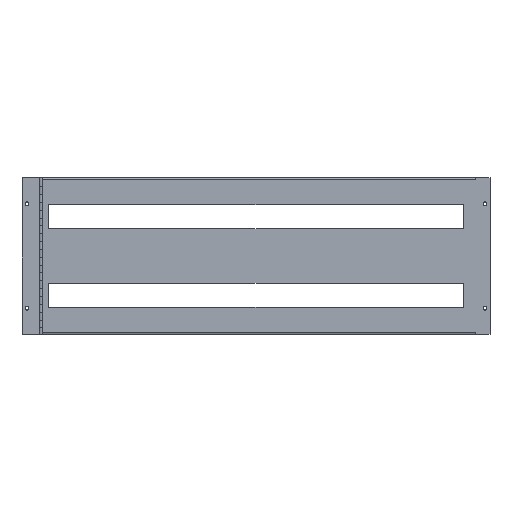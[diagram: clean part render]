
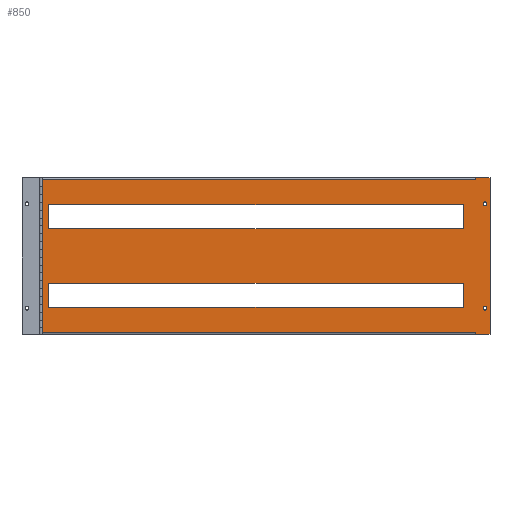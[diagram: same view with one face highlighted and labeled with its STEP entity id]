
A CAD part, top view. The second image highlights one B-rep face of the part: STEP entity #850.
In plain terms, the highlighted planar face has unit normal (0, 0, 1).
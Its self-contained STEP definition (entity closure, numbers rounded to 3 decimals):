
#647=FACE_BOUND('',#1328,.T.);
#648=FACE_BOUND('',#1329,.T.);
#649=FACE_BOUND('',#1330,.T.);
#650=FACE_BOUND('',#1331,.T.);
#651=FACE_BOUND('',#1332,.T.);
#668=B_SPLINE_CURVE_WITH_KNOTS('',1,(#5531,#5532),.UNSPECIFIED.,.F.,.F.,
(2,2),(0.,1.),.UNSPECIFIED.);
#722=CIRCLE('',#4109,3.5);
#724=CIRCLE('',#4112,3.5);
#850=ADVANCED_FACE('F2',(#647,#648,#649,#650,#651),#1023,.F.);
#1023=PLANE('',#4140);
#1328=EDGE_LOOP('',(#1625,#1626,#1627,#1628,#1629,#1630,#1631,#1632));
#1329=EDGE_LOOP('',(#1633));
#1330=EDGE_LOOP('',(#1634));
#1331=EDGE_LOOP('',(#1635,#1636,#1637,#1638));
#1332=EDGE_LOOP('',(#1639,#1640,#1641,#1642));
#1625=ORIENTED_EDGE('',*,*,#2905,.F.);
#1626=ORIENTED_EDGE('',*,*,#2903,.F.);
#1627=ORIENTED_EDGE('',*,*,#2877,.F.);
#1628=ORIENTED_EDGE('',*,*,#2859,.F.);
#1629=ORIENTED_EDGE('',*,*,#2856,.F.);
#1630=ORIENTED_EDGE('',*,*,#2853,.F.);
#1631=ORIENTED_EDGE('',*,*,#2850,.F.);
#1632=ORIENTED_EDGE('',*,*,#2906,.F.);
#1633=ORIENTED_EDGE('',*,*,#2846,.F.);
#1634=ORIENTED_EDGE('',*,*,#2843,.F.);
#1635=ORIENTED_EDGE('',*,*,#2832,.F.);
#1636=ORIENTED_EDGE('',*,*,#2835,.F.);
#1637=ORIENTED_EDGE('',*,*,#2838,.F.);
#1638=ORIENTED_EDGE('',*,*,#2840,.F.);
#1639=ORIENTED_EDGE('',*,*,#2820,.F.);
#1640=ORIENTED_EDGE('',*,*,#2823,.F.);
#1641=ORIENTED_EDGE('',*,*,#2826,.F.);
#1642=ORIENTED_EDGE('',*,*,#2828,.F.);
#2487=VERTEX_POINT('',#5352);
#2489=VERTEX_POINT('',#5356);
#2491=VERTEX_POINT('',#5362);
#2493=VERTEX_POINT('',#5368);
#2495=VERTEX_POINT('',#5376);
#2497=VERTEX_POINT('',#5380);
#2499=VERTEX_POINT('',#5386);
#2501=VERTEX_POINT('',#5392);
#2502=VERTEX_POINT('',#5399);
#2504=VERTEX_POINT('',#5405);
#2506=VERTEX_POINT('',#5411);
#2509=VERTEX_POINT('',#5416);
#2510=VERTEX_POINT('',#5420);
#2513=VERTEX_POINT('',#5427);
#2514=VERTEX_POINT('',#5432);
#2528=VERTEX_POINT('',#5472);
#2545=VERTEX_POINT('',#5528);
#2546=VERTEX_POINT('',#5533);
#2820=EDGE_CURVE('E4',#2489,#2487,#3318,.T.);
#2823=EDGE_CURVE('E3',#2491,#2489,#3321,.T.);
#2826=EDGE_CURVE('E2',#2493,#2491,#3324,.T.);
#2828=EDGE_CURVE('E1',#2487,#2493,#3326,.T.);
#2832=EDGE_CURVE('E8',#2497,#2495,#3330,.T.);
#2835=EDGE_CURVE('E7',#2499,#2497,#3333,.T.);
#2838=EDGE_CURVE('E6',#2501,#2499,#3336,.T.);
#2840=EDGE_CURVE('E5',#2495,#2501,#3338,.T.);
#2843=EDGE_CURVE('E9',#2502,#2502,#722,.T.);
#2846=EDGE_CURVE('E10',#2504,#2504,#724,.T.);
#2850=EDGE_CURVE('E12',#2509,#2506,#3344,.T.);
#2853=EDGE_CURVE('E13',#2506,#2510,#3347,.T.);
#2856=EDGE_CURVE('E14',#2510,#2513,#3350,.T.);
#2859=EDGE_CURVE('E15',#2513,#2514,#3352,.T.);
#2877=EDGE_CURVE('E16',#2514,#2528,#3369,.T.);
#2903=EDGE_CURVE('E17',#2528,#2545,#3388,.T.);
#2905=EDGE_CURVE('E18',#2545,#2546,#668,.T.);
#2906=EDGE_CURVE('E11',#2546,#2509,#3389,.T.);
#3318=LINE('',#5357,#3710);
#3321=LINE('',#5363,#3713);
#3324=LINE('',#5369,#3716);
#3326=LINE('',#5372,#3718);
#3330=LINE('',#5381,#3722);
#3333=LINE('',#5387,#3725);
#3336=LINE('',#5393,#3728);
#3338=LINE('',#5396,#3730);
#3344=LINE('',#5417,#3736);
#3347=LINE('',#5423,#3739);
#3350=LINE('',#5429,#3742);
#3352=LINE('',#5435,#3744);
#3369=LINE('',#5471,#3761);
#3388=LINE('',#5527,#3780);
#3389=LINE('',#5534,#3781);
#3710=VECTOR('',#4390,1.);
#3713=VECTOR('',#4395,1.);
#3716=VECTOR('',#4400,1.);
#3718=VECTOR('',#4404,1.);
#3722=VECTOR('',#4410,1.);
#3725=VECTOR('',#4415,1.);
#3728=VECTOR('',#4420,1.);
#3730=VECTOR('',#4424,1.);
#3736=VECTOR('',#4444,1.);
#3739=VECTOR('',#4449,1.);
#3742=VECTOR('',#4454,1.);
#3744=VECTOR('',#4460,1.);
#3761=VECTOR('',#4491,1.);
#3780=VECTOR('',#4536,1.);
#3781=VECTOR('',#4541,1.);
#4109=AXIS2_PLACEMENT_3D('',#5402,#4430,#4431);
#4112=AXIS2_PLACEMENT_3D('',#5408,#4437,#4438);
#4140=AXIS2_PLACEMENT_3D('',#5535,#4542,#4543);
#4390=DIRECTION('',(0.,1.,0.));
#4395=DIRECTION('',(1.,0.,0.));
#4400=DIRECTION('',(0.,-1.,0.));
#4404=DIRECTION('',(-1.,0.,0.));
#4410=DIRECTION('',(0.,-1.,0.));
#4415=DIRECTION('',(-1.,0.,0.));
#4420=DIRECTION('',(0.,1.,0.));
#4424=DIRECTION('',(1.,0.,0.));
#4430=DIRECTION('',(0.,0.,1.));
#4431=DIRECTION('',(1.,0.,0.));
#4437=DIRECTION('',(0.,0.,1.));
#4438=DIRECTION('',(1.,0.,0.));
#4444=DIRECTION('',(1.,0.,0.));
#4449=DIRECTION('',(0.,-1.,0.));
#4454=DIRECTION('',(-1.,0.,0.));
#4460=DIRECTION('',(0.,1.,0.));
#4491=DIRECTION('',(-1.,0.,0.));
#4536=DIRECTION('',(0.,1.,0.));
#4541=DIRECTION('',(0.,1.,0.));
#4542=DIRECTION('',(0.,0.,-1.));
#4543=DIRECTION('',(0.,1.,0.));
#5352=CARTESIAN_POINT('',(-329.521,-1148.305,64.137));
#5356=CARTESIAN_POINT('',(-329.521,-1194.305,64.137));
#5357=CARTESIAN_POINT('',(-329.521,-1171.305,64.137));
#5362=CARTESIAN_POINT('',(-1121.521,-1194.305,64.137));
#5363=CARTESIAN_POINT('',(-836.521,-1194.305,64.137));
#5368=CARTESIAN_POINT('',(-1121.521,-1148.305,64.137));
#5369=CARTESIAN_POINT('',(-1121.521,-1171.305,64.137));
#5372=CARTESIAN_POINT('',(-836.521,-1148.305,64.137));
#5376=CARTESIAN_POINT('',(-1121.521,-1344.305,64.137));
#5380=CARTESIAN_POINT('',(-1121.521,-1298.305,64.137));
#5381=CARTESIAN_POINT('',(-1121.521,-1321.305,64.137));
#5386=CARTESIAN_POINT('',(-329.521,-1298.305,64.137));
#5387=CARTESIAN_POINT('',(-836.521,-1298.305,64.137));
#5392=CARTESIAN_POINT('',(-329.521,-1344.305,64.137));
#5393=CARTESIAN_POINT('',(-329.521,-1321.305,64.137));
#5396=CARTESIAN_POINT('',(-836.521,-1344.305,64.137));
#5399=CARTESIAN_POINT('',(-284.021,-1146.305,64.137));
#5402=CARTESIAN_POINT('',(-287.521,-1146.305,64.137));
#5405=CARTESIAN_POINT('',(-284.021,-1346.305,64.137));
#5408=CARTESIAN_POINT('',(-287.521,-1346.305,64.137));
#5411=CARTESIAN_POINT('',(-278.021,-1096.555,64.137));
#5416=CARTESIAN_POINT('',(-305.521,-1096.555,64.137));
#5417=CARTESIAN_POINT('',(-291.771,-1096.555,64.137));
#5420=CARTESIAN_POINT('',(-278.021,-1396.055,64.137));
#5423=CARTESIAN_POINT('',(-278.021,-1246.305,64.137));
#5427=CARTESIAN_POINT('',(-305.521,-1396.055,64.137));
#5429=CARTESIAN_POINT('',(-291.771,-1396.055,64.137));
#5432=CARTESIAN_POINT('',(-305.521,-1393.255,64.137));
#5435=CARTESIAN_POINT('',(-305.522,-1096.524,64.137));
#5471=CARTESIAN_POINT('',(-820.021,-1393.255,64.137));
#5472=CARTESIAN_POINT('',(-1134.52,-1393.255,64.137));
#5527=CARTESIAN_POINT('',(-1134.519,-1411.03,64.137));
#5528=CARTESIAN_POINT('',(-1134.521,-1099.355,64.137));
#5531=CARTESIAN_POINT('',(-1351.526,-1099.355,64.137));
#5532=CARTESIAN_POINT('',(-288.516,-1099.355,64.137));
#5533=CARTESIAN_POINT('',(-305.521,-1099.355,64.137));
#5534=CARTESIAN_POINT('',(-305.521,-1097.955,64.137));
#5535=CARTESIAN_POINT('',(-477.991,-1096.525,64.137));
